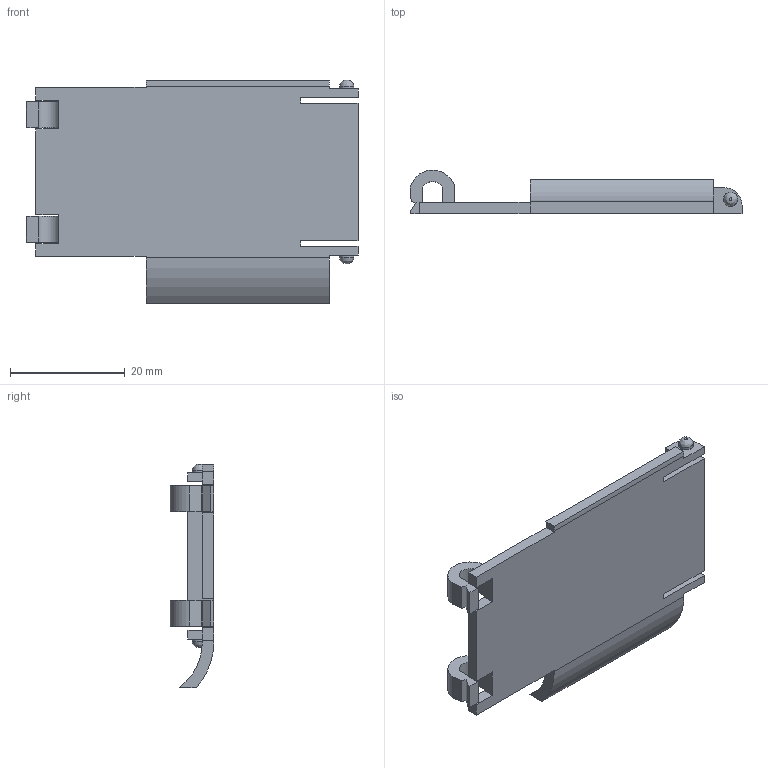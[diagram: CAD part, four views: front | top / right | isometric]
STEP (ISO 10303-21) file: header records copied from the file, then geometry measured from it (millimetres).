
FILE_DESCRIPTION(/* description */ (''),/* implementation_level */ '2;1');
FILE_NAME(/* name */ '电池仓盖.stp',/* time_stamp */ '2025-08-15T09:55:51+08:00',/* author */ (''),/* organization */ (''),/* preprocessor_version */ 'ST-DEVELOPER v16.7',/* originating_system */ 'SIEMENS PLM Software NX 12.0',/* authorisation */ '');
FILE_SCHEMA (('AUTOMOTIVE_DESIGN { 1 0 10303 214 3 1 1 1 }'));
Length unit declared in the file: millimetre
Products named in the file (1): 电池仓盖
Bounding box: 57.95 x 7.6 x 39 mm (x, y, z)
Volume: 4420.3 mm3; surface area: 4960.6 mm2
Topology: 1 solids, 1 shells, 71 faces, 197 edges, 130 vertices
Faces by surface type: plane 56, cylinder 13, bspline 2
Full cylindrical faces by diameter (mm): 2.5 x2
Entity records: 2297 total; most frequent: CARTESIAN_POINT 449, ORIENTED_EDGE 386, DIRECTION 361, EDGE_CURVE 193, LINE 165, VECTOR 165, VERTEX_POINT 130, AXIS2_PLACEMENT_3D 98
